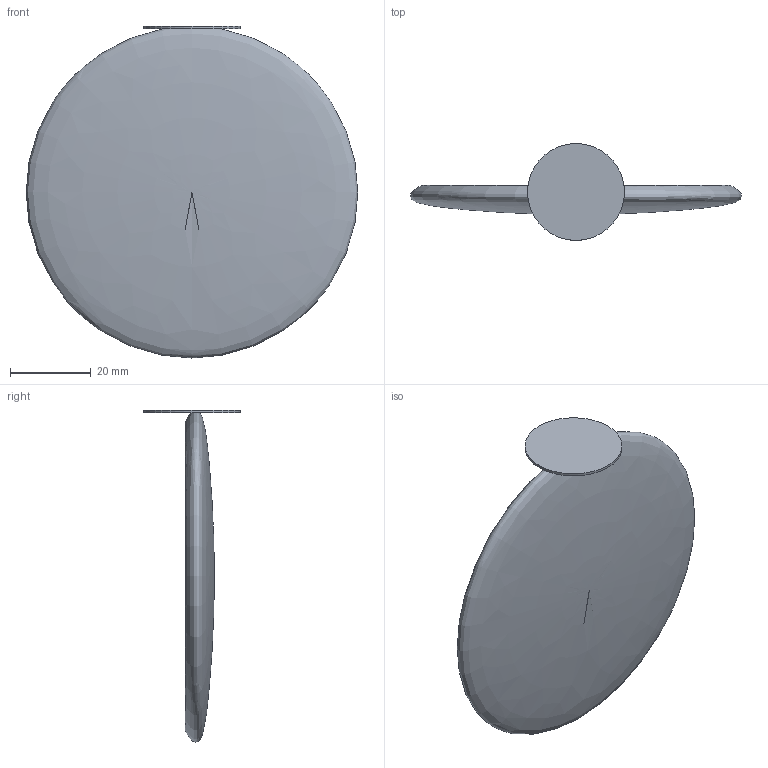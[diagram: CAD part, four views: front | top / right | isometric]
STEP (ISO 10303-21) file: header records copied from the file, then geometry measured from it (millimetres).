
FILE_DESCRIPTION(/* description */ (''),/* implementation_level */ '2;1');
FILE_NAME(/* name */ 'SDG-Longsword-Silk66.step',/* time_stamp */ '2023-04-04T12:48:42-07:00',/* author */ (''),/* organization */ (''),/* preprocessor_version */ 'ST-DEVELOPER v19.2',/* originating_system */ 'Autodesk Translation Framework v11.17.0.187',/* authorisation */ '');
FILE_SCHEMA (('AUTOMOTIVE_DESIGN { 1 0 10303 214 3 1 1 }'));
Length unit declared in the file: millimetre
Products named in the file (2): Small Disc Golf Set; Disk 9-80mm
Assembly tree (1 placements, depth 2):
  Small Disc Golf Set
    Disk 9-80mm
Bounding box: 82.1 x 24 x 82.21 mm (x, y, z)
Volume: 11875.6 mm3; surface area: 12904.7 mm2
Topology: 1 solids, 1 shells, 7 faces, 15 edges, 10 vertices
Faces by surface type: bspline 3, plane 2, cylinder 1, cone 1
Full cylindrical faces by diameter (mm): 24 x1
Entity records: 874 total; most frequent: CARTESIAN_POINT 688, DIRECTION 30, ORIENTED_EDGE 26, AXIS2_PLACEMENT_3D 14, EDGE_CURVE 13, VERTEX_POINT 10, EDGE_LOOP 9, FACE_OUTER_BOUND 7
